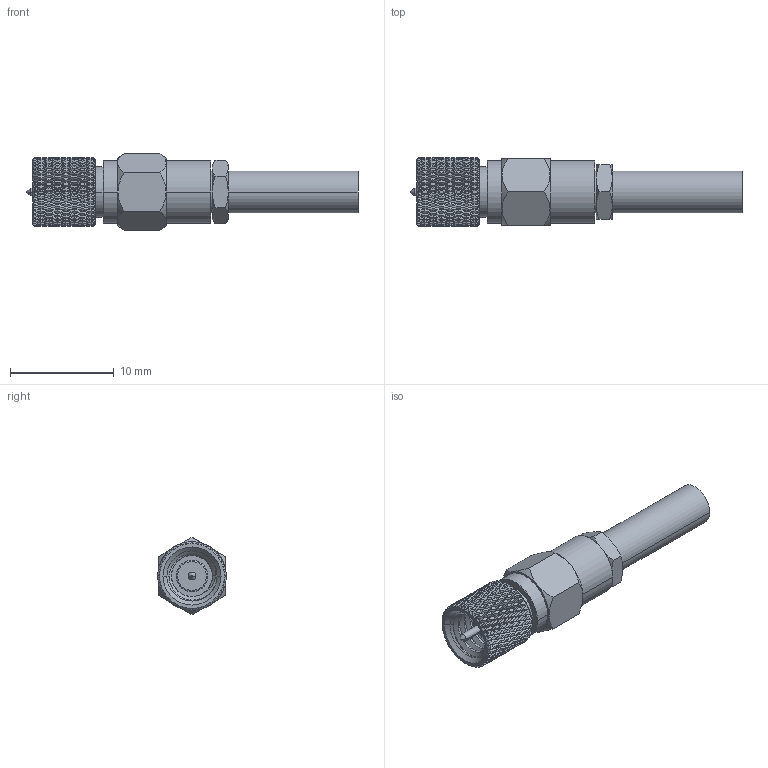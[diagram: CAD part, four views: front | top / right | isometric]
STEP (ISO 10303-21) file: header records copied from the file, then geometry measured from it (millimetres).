
FILE_DESCRIPTION (( 'STEP AP203' ), '1' );
FILE_NAME ('PE45170.step', '2018-10-01T15:28:17', ( '' ), ( '' ), 'SwSTEP 2.0', 'SolidWorks 2017', '' );
FILE_SCHEMA (( 'CONFIG_CONTROL_DESIGN' ));
Length unit declared in the file: inch
Products named in the file (1): PE45170
Bounding box: 31.95 x 6.58 x 7.43 mm (x, y, z)
Volume: 616 mm3; surface area: 1019.8 mm2
Topology: 1 solids, 1 shells, 1823 faces, 3661 edges, 1852 vertices
Faces by surface type: bspline 1286, cylinder 354, cone 155, plane 26, torus 2
Entity records: 66516 total; most frequent: CARTESIAN_POINT 43206, ORIENTED_EDGE 7322, EDGE_CURVE 3661, VERTEX_POINT 1852, EDGE_LOOP 1835, FACE_OUTER_BOUND 1823, ADVANCED_FACE 1823, DIRECTION 1690
